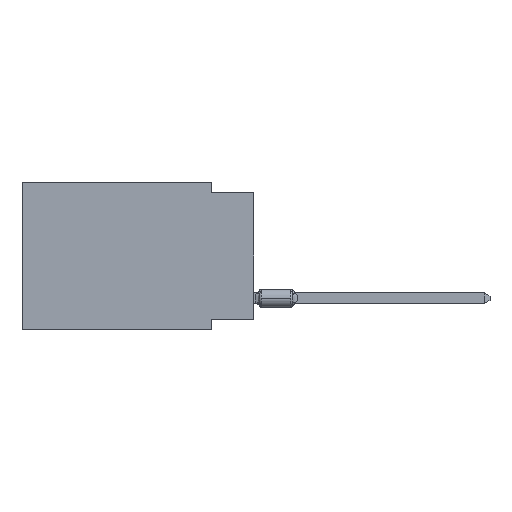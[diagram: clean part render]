
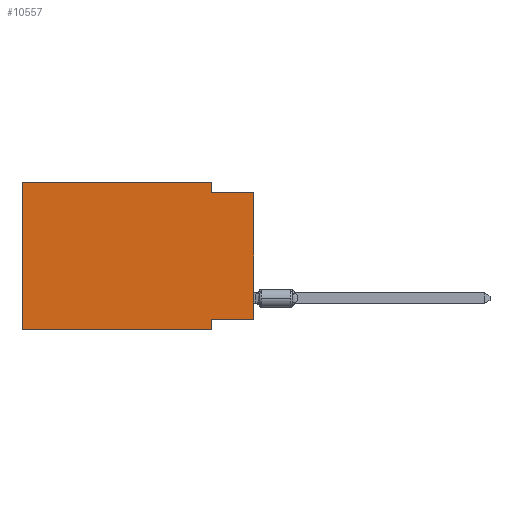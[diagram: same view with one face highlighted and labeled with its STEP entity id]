
A CAD part, left-side view. The second image highlights one B-rep face of the part: STEP entity #10557.
In plain terms, the highlighted planar face has unit normal (-1, 0, 0).
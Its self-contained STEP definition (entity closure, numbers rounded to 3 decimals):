
#555 = PLANE ( 'NONE',  #2441 ) ;
#1649 = DIRECTION ( 'NONE',  ( 0., 0., 1. ) ) ;
#1826 = DIRECTION ( 'NONE',  ( 0., 0., -1. ) ) ;
#2441 = AXIS2_PLACEMENT_3D ( 'NONE', #11481, #15634, #4716 ) ;
#4350 = DIRECTION ( 'NONE',  ( 0., -1., 0. ) ) ;
#4716 = DIRECTION ( 'NONE',  ( 0., 0., -1. ) ) ;
#4856 = CARTESIAN_POINT ( 'NONE',  ( 0., 0., -0.635 ) ) ;
#4914 = VERTEX_POINT ( 'NONE', #23810 ) ;
#5719 = EDGE_CURVE ( 'NONE', #6631, #11041, #17106, .T. ) ;
#5926 = VECTOR ( 'NONE', #4350, 1000. ) ;
#6002 = ORIENTED_EDGE ( 'NONE', *, *, #16532, .F. ) ;
#6046 = EDGE_CURVE ( 'NONE', #11041, #25429, #23817, .T. ) ;
#6631 = VERTEX_POINT ( 'NONE', #8834 ) ;
#7194 = CARTESIAN_POINT ( 'NONE',  ( 0., 13.97, -8.89 ) ) ;
#7533 = VECTOR ( 'NONE', #25158, 1000. ) ;
#8215 = LINE ( 'NONE', #24022, #21878 ) ;
#8475 = DIRECTION ( 'NONE',  ( 0., 1., 0. ) ) ;
#8501 = DIRECTION ( 'NONE',  ( 0., 0., -1. ) ) ;
#8834 = CARTESIAN_POINT ( 'NONE',  ( 0., 0., -8.255 ) ) ;
#9676 = CARTESIAN_POINT ( 'NONE',  ( 0., 13.97, 0. ) ) ;
#10557 = ADVANCED_FACE ( 'NONE', ( #22398 ), #555, .F. ) ;
#11041 = VERTEX_POINT ( 'NONE', #14967 ) ;
#11419 = DIRECTION ( 'NONE',  ( 0., -1., 0. ) ) ;
#11481 = CARTESIAN_POINT ( 'NONE',  ( 0., 13.97, 0. ) ) ;
#12540 = EDGE_CURVE ( 'NONE', #26823, #4914, #8215, .T. ) ;
#12573 = ORIENTED_EDGE ( 'NONE', *, *, #5719, .F. ) ;
#12637 = VERTEX_POINT ( 'NONE', #13105 ) ;
#13075 = VERTEX_POINT ( 'NONE', #4856 ) ;
#13105 = CARTESIAN_POINT ( 'NONE',  ( 0., 13.97, -8.89 ) ) ;
#14069 = EDGE_CURVE ( 'NONE', #19642, #26823, #27232, .T. ) ;
#14072 = LINE ( 'NONE', #18525, #21403 ) ;
#14214 = VECTOR ( 'NONE', #1649, 1000. ) ;
#14967 = CARTESIAN_POINT ( 'NONE',  ( 0., 2.54, -8.255 ) ) ;
#15132 = LINE ( 'NONE', #23906, #5926 ) ;
#15142 = VECTOR ( 'NONE', #11419, 1000. ) ;
#15634 = DIRECTION ( 'NONE',  ( 1., 0., 0. ) ) ;
#16532 = EDGE_CURVE ( 'NONE', #4914, #13075, #15132, .T. ) ;
#16600 = LINE ( 'NONE', #21337, #14214 ) ;
#16828 = ORIENTED_EDGE ( 'NONE', *, *, #20792, .T. ) ;
#17106 = LINE ( 'NONE', #28182, #22846 ) ;
#17138 = EDGE_CURVE ( 'NONE', #12637, #25429, #22858, .T. ) ;
#18118 = CARTESIAN_POINT ( 'NONE',  ( 0., 13.97, 0. ) ) ;
#18210 = VECTOR ( 'NONE', #1826, 1000. ) ;
#18525 = CARTESIAN_POINT ( 'NONE',  ( 0., 13.97, 0. ) ) ;
#18840 = EDGE_CURVE ( 'NONE', #12637, #19642, #14072, .T. ) ;
#19642 = VERTEX_POINT ( 'NONE', #18118 ) ;
#20792 = EDGE_CURVE ( 'NONE', #6631, #13075, #16600, .T. ) ;
#21337 = CARTESIAN_POINT ( 'NONE',  ( 0., 0., 0. ) ) ;
#21403 = VECTOR ( 'NONE', #27023, 1000. ) ;
#21878 = VECTOR ( 'NONE', #8501, 1000. ) ;
#22398 = FACE_OUTER_BOUND ( 'NONE', #26523, .T. ) ;
#22633 = ORIENTED_EDGE ( 'NONE', *, *, #12540, .F. ) ;
#22780 = ORIENTED_EDGE ( 'NONE', *, *, #18840, .F. ) ;
#22846 = VECTOR ( 'NONE', #8475, 1000. ) ;
#22858 = LINE ( 'NONE', #7194, #7533 ) ;
#23191 = ORIENTED_EDGE ( 'NONE', *, *, #17138, .T. ) ;
#23810 = CARTESIAN_POINT ( 'NONE',  ( 0., 2.54, -0.635 ) ) ;
#23817 = LINE ( 'NONE', #25835, #18210 ) ;
#23906 = CARTESIAN_POINT ( 'NONE',  ( 0., 0., -0.635 ) ) ;
#24022 = CARTESIAN_POINT ( 'NONE',  ( 0., 2.54, 0. ) ) ;
#24838 = ORIENTED_EDGE ( 'NONE', *, *, #14069, .F. ) ;
#25158 = DIRECTION ( 'NONE',  ( 0., -1., 0. ) ) ;
#25429 = VERTEX_POINT ( 'NONE', #27159 ) ;
#25835 = CARTESIAN_POINT ( 'NONE',  ( 0., 2.54, -8.89 ) ) ;
#26523 = EDGE_LOOP ( 'NONE', ( #16828, #6002, #22633, #24838, #22780, #23191, #28145, #12573 ) ) ;
#26823 = VERTEX_POINT ( 'NONE', #27479 ) ;
#27023 = DIRECTION ( 'NONE',  ( 0., 0., 1. ) ) ;
#27159 = CARTESIAN_POINT ( 'NONE',  ( 0., 2.54, -8.89 ) ) ;
#27232 = LINE ( 'NONE', #9676, #15142 ) ;
#27479 = CARTESIAN_POINT ( 'NONE',  ( 0., 2.54, 0. ) ) ;
#28145 = ORIENTED_EDGE ( 'NONE', *, *, #6046, .F. ) ;
#28182 = CARTESIAN_POINT ( 'NONE',  ( 0., 0., -8.255 ) ) ;
